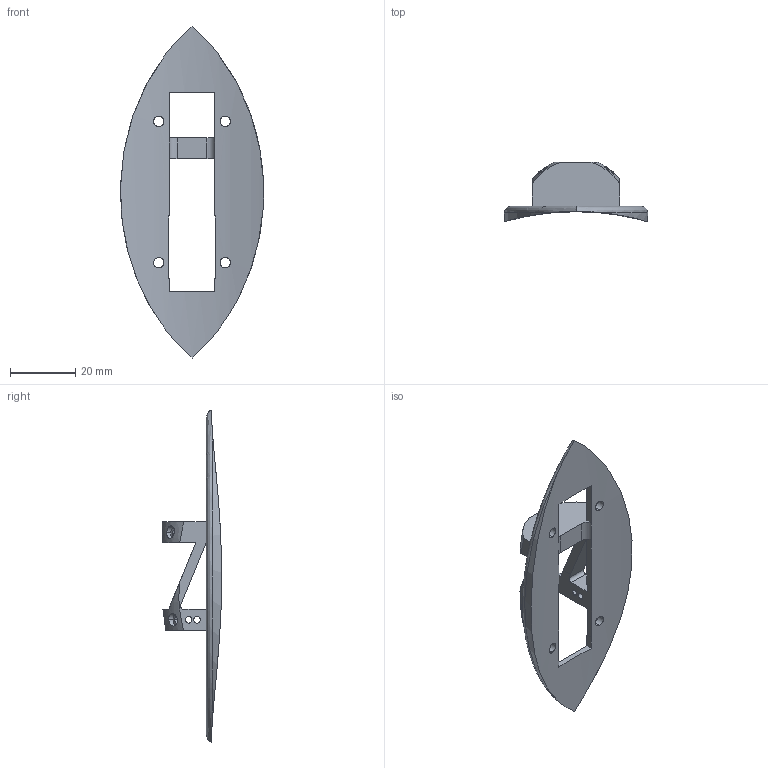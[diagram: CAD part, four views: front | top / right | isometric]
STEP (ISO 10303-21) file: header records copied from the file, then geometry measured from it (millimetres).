
FILE_DESCRIPTION (( 'STEP AP203' ), '1' );
FILE_NAME ('bstr_aeroshell_aurora_1.5_skeleton_27.04.2025.STEP', '2025-04-27T21:12:06', ( '' ), ( '' ), 'SwSTEP 2.0', 'SolidWorks 2024', '' );
FILE_SCHEMA (( 'CONFIG_CONTROL_DESIGN' ));
Length unit declared in the file: millimetre
Products named in the file (1): bstr_aeroshell_aurora_1.5_skeleton_27.04.2025
Bounding box: 43.78 x 18.17 x 101.49 mm (x, y, z)
Volume: 9008.4 mm3; surface area: 7885 mm2
Topology: 1 solids, 1 shells, 94 faces, 274 edges, 180 vertices
Faces by surface type: plane 45, cylinder 41, torus 4, bspline 4
Entity records: 5034 total; most frequent: CARTESIAN_POINT 2488, ORIENTED_EDGE 548, DIRECTION 468, EDGE_CURVE 274, VERTEX_POINT 180, AXIS2_PLACEMENT_3D 163, VECTOR 142, LINE 142
